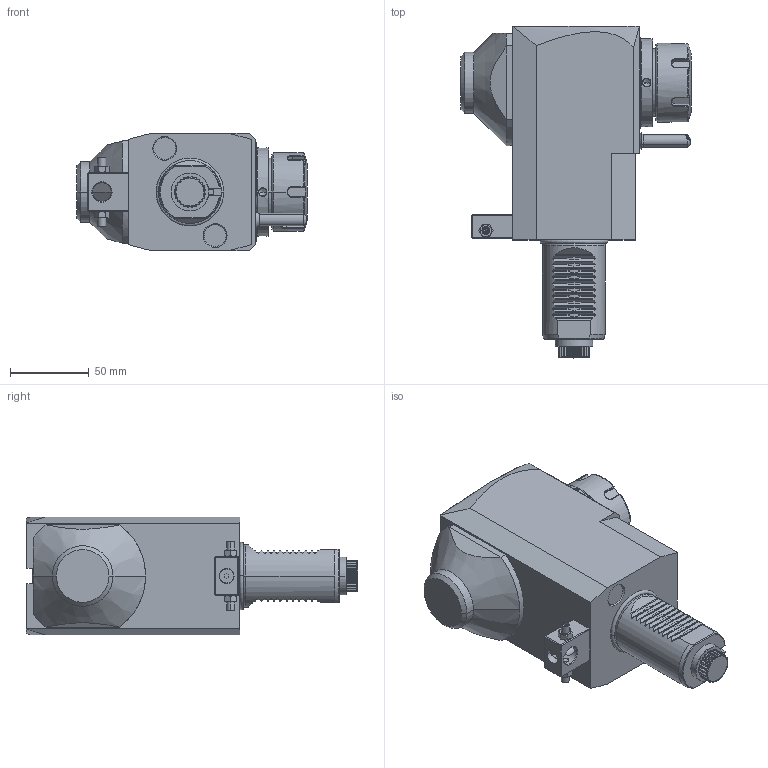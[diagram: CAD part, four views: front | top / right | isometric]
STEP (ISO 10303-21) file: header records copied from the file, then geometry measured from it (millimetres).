
FILE_DESCRIPTION((''),'2;1');
FILE_NAME('NGT1_40_231_32_3_3_100','2023-01-26T',('vali'),('NOVA GRUP'),'PRO/ENGINEER BY PARAMETRIC TECHNOLOGY CORPORATION, 2010280','PRO/ENGINEER BY PARAMETRIC TECHNOLOGY CORPORATION, 2010280','');
FILE_SCHEMA(('CONFIG_CONTROL_DESIGN'));
Length unit declared in the file: millimetre
Products named in the file (1): NGT1_40_231_32_3_3_100
Bounding box: 146.6 x 211 x 75 mm (x, y, z)
Volume: 1024052.2 mm3; surface area: 79122.5 mm2
Topology: 1 solids, 1 shells, 627 faces, 1718 edges, 1098 vertices
Faces by surface type: cylinder 233, plane 229, cone 102, bspline 44, torus 15, extrusion 2, sphere 2
Entity records: 27951 total; most frequent: CARTESIAN_POINT 13210, ORIENTED_EDGE 3396, DIRECTION 2578, EDGE_CURVE 1698, VERTEX_POINT 1098, AXIS2_PLACEMENT_3D 919, VECTOR 740, LINE 738
